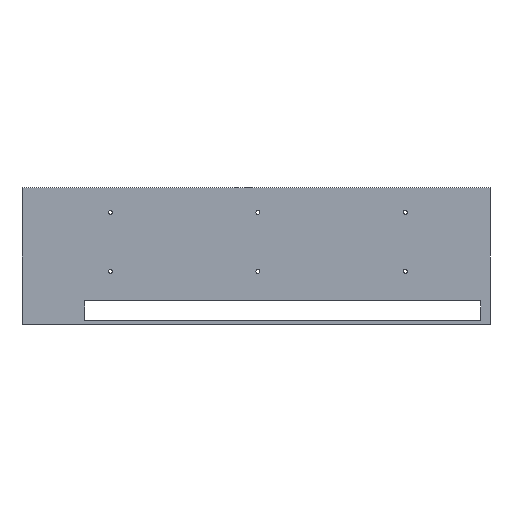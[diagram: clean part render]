
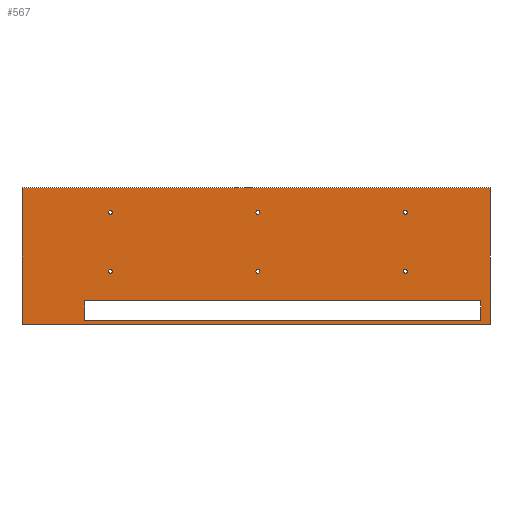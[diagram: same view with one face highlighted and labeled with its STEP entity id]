
A CAD part, top view. The second image highlights one B-rep face of the part: STEP entity #567.
In plain terms, the highlighted planar face has unit normal (0, 0, 1).
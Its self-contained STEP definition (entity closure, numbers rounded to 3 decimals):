
#79=AXIS2_PLACEMENT_3D('Circle Axis2P3D',#77,#78,$) ;
#114=AXIS2_PLACEMENT_3D('Circle Axis2P3D',#112,#113,$) ;
#176=AXIS2_PLACEMENT_3D('Circle Axis2P3D',#174,#175,$) ;
#211=AXIS2_PLACEMENT_3D('Circle Axis2P3D',#209,#210,$) ;
#233=AXIS2_PLACEMENT_3D('Circle Axis2P3D',#231,#232,$) ;
#268=AXIS2_PLACEMENT_3D('Circle Axis2P3D',#266,#267,$) ;
#290=AXIS2_PLACEMENT_3D('Circle Axis2P3D',#288,#289,$) ;
#325=AXIS2_PLACEMENT_3D('Circle Axis2P3D',#323,#324,$) ;
#347=AXIS2_PLACEMENT_3D('Circle Axis2P3D',#345,#346,$) ;
#382=AXIS2_PLACEMENT_3D('Circle Axis2P3D',#380,#381,$) ;
#404=AXIS2_PLACEMENT_3D('Circle Axis2P3D',#402,#403,$) ;
#439=AXIS2_PLACEMENT_3D('Circle Axis2P3D',#437,#438,$) ;
#501=AXIS2_PLACEMENT_3D('Plane Axis2P3D',#498,#499,#500) ;
#43=CARTESIAN_POINT('Vertex',(-476.5,-2.,0.)) ;
#57=CARTESIAN_POINT('Vertex',(-476.5,-350.,0.)) ;
#60=CARTESIAN_POINT('Line Origine',(-476.5,-176.,0.)) ;
#77=CARTESIAN_POINT('Axis2P3D Location',(498.5,-65.,0.)) ;
#81=CARTESIAN_POINT('Vertex',(494.112,-62.603,0.)) ;
#83=CARTESIAN_POINT('Vertex',(502.888,-67.398,0.)) ;
#112=CARTESIAN_POINT('Axis2P3D Location',(498.5,-65.,0.)) ;
#138=CARTESIAN_POINT('Vertex',(714.,-350.,0.)) ;
#154=CARTESIAN_POINT('Vertex',(714.,-2.,0.)) ;
#157=CARTESIAN_POINT('Line Origine',(714.,-176.,0.)) ;
#174=CARTESIAN_POINT('Axis2P3D Location',(498.5,-215.,0.)) ;
#178=CARTESIAN_POINT('Vertex',(494.112,-212.603,0.)) ;
#180=CARTESIAN_POINT('Vertex',(502.888,-217.398,0.)) ;
#209=CARTESIAN_POINT('Axis2P3D Location',(498.5,-215.,0.)) ;
#231=CARTESIAN_POINT('Axis2P3D Location',(123.5,-65.,0.)) ;
#235=CARTESIAN_POINT('Vertex',(119.112,-62.603,0.)) ;
#237=CARTESIAN_POINT('Vertex',(127.888,-67.398,0.)) ;
#266=CARTESIAN_POINT('Axis2P3D Location',(123.5,-65.,0.)) ;
#288=CARTESIAN_POINT('Axis2P3D Location',(123.5,-215.,0.)) ;
#292=CARTESIAN_POINT('Vertex',(119.112,-212.603,0.)) ;
#294=CARTESIAN_POINT('Vertex',(127.888,-217.398,0.)) ;
#323=CARTESIAN_POINT('Axis2P3D Location',(123.5,-215.,0.)) ;
#345=CARTESIAN_POINT('Axis2P3D Location',(-251.5,-65.,0.)) ;
#349=CARTESIAN_POINT('Vertex',(-255.888,-62.603,0.)) ;
#351=CARTESIAN_POINT('Vertex',(-247.112,-67.398,0.)) ;
#380=CARTESIAN_POINT('Axis2P3D Location',(-251.5,-65.,0.)) ;
#402=CARTESIAN_POINT('Axis2P3D Location',(-251.5,-215.,0.)) ;
#406=CARTESIAN_POINT('Vertex',(-247.112,-217.398,0.)) ;
#408=CARTESIAN_POINT('Vertex',(-255.888,-212.603,0.)) ;
#437=CARTESIAN_POINT('Axis2P3D Location',(-251.5,-215.,0.)) ;
#464=CARTESIAN_POINT('Line Origine',(118.75,-2.,0.)) ;
#486=CARTESIAN_POINT('Line Origine',(118.75,-350.,0.)) ;
#498=CARTESIAN_POINT('Axis2P3D Location',(123.5,-140.,0.)) ;
#509=CARTESIAN_POINT('Line Origine',(186.5,-340.,0.)) ;
#513=CARTESIAN_POINT('Vertex',(-317.5,-340.,0.)) ;
#515=CARTESIAN_POINT('Vertex',(690.5,-340.,0.)) ;
#518=CARTESIAN_POINT('Line Origine',(-317.5,-315.,0.)) ;
#522=CARTESIAN_POINT('Vertex',(-317.5,-290.,0.)) ;
#525=CARTESIAN_POINT('Line Origine',(186.5,-290.,0.)) ;
#529=CARTESIAN_POINT('Vertex',(690.5,-290.,0.)) ;
#532=CARTESIAN_POINT('Line Origine',(690.5,-315.,0.)) ;
#61=DIRECTION('Vector Direction',(0.,-1.,0.)) ;
#78=DIRECTION('Axis2P3D Direction',(0.,0.,-1.)) ;
#113=DIRECTION('Axis2P3D Direction',(0.,0.,-1.)) ;
#158=DIRECTION('Vector Direction',(0.,1.,0.)) ;
#175=DIRECTION('Axis2P3D Direction',(0.,0.,-1.)) ;
#210=DIRECTION('Axis2P3D Direction',(0.,0.,-1.)) ;
#232=DIRECTION('Axis2P3D Direction',(0.,0.,-1.)) ;
#267=DIRECTION('Axis2P3D Direction',(0.,0.,-1.)) ;
#289=DIRECTION('Axis2P3D Direction',(0.,0.,-1.)) ;
#324=DIRECTION('Axis2P3D Direction',(0.,0.,-1.)) ;
#346=DIRECTION('Axis2P3D Direction',(0.,0.,-1.)) ;
#381=DIRECTION('Axis2P3D Direction',(0.,0.,-1.)) ;
#403=DIRECTION('Axis2P3D Direction',(0.,0.,-1.)) ;
#438=DIRECTION('Axis2P3D Direction',(0.,0.,-1.)) ;
#465=DIRECTION('Vector Direction',(1.,0.,0.)) ;
#487=DIRECTION('Vector Direction',(1.,0.,0.)) ;
#499=DIRECTION('Axis2P3D Direction',(0.,0.,1.)) ;
#500=DIRECTION('Axis2P3D XDirection',(-1.,0.,0.)) ;
#510=DIRECTION('Vector Direction',(-1.,0.,0.)) ;
#519=DIRECTION('Vector Direction',(0.,-1.,0.)) ;
#526=DIRECTION('Vector Direction',(1.,0.,0.)) ;
#533=DIRECTION('Vector Direction',(0.,1.,0.)) ;
#62=VECTOR('Line Direction',#61,1.) ;
#159=VECTOR('Line Direction',#158,1.) ;
#466=VECTOR('Line Direction',#465,1.) ;
#488=VECTOR('Line Direction',#487,1.) ;
#511=VECTOR('Line Direction',#510,1.) ;
#520=VECTOR('Line Direction',#519,1.) ;
#527=VECTOR('Line Direction',#526,1.) ;
#534=VECTOR('Line Direction',#533,1.) ;
#504=ORIENTED_EDGE('',*,*,#490,.T.) ;
#505=ORIENTED_EDGE('',*,*,#161,.F.) ;
#506=ORIENTED_EDGE('',*,*,#468,.F.) ;
#507=ORIENTED_EDGE('',*,*,#64,.T.) ;
#538=ORIENTED_EDGE('',*,*,#517,.F.) ;
#539=ORIENTED_EDGE('',*,*,#524,.F.) ;
#540=ORIENTED_EDGE('',*,*,#531,.F.) ;
#541=ORIENTED_EDGE('',*,*,#536,.F.) ;
#544=ORIENTED_EDGE('',*,*,#353,.F.) ;
#545=ORIENTED_EDGE('',*,*,#384,.F.) ;
#548=ORIENTED_EDGE('',*,*,#296,.F.) ;
#549=ORIENTED_EDGE('',*,*,#327,.F.) ;
#552=ORIENTED_EDGE('',*,*,#239,.F.) ;
#553=ORIENTED_EDGE('',*,*,#270,.F.) ;
#556=ORIENTED_EDGE('',*,*,#182,.F.) ;
#557=ORIENTED_EDGE('',*,*,#213,.F.) ;
#560=ORIENTED_EDGE('',*,*,#85,.F.) ;
#561=ORIENTED_EDGE('',*,*,#116,.F.) ;
#564=ORIENTED_EDGE('',*,*,#410,.F.) ;
#565=ORIENTED_EDGE('',*,*,#441,.F.) ;
#542=FACE_BOUND('',#537,.T.) ;
#546=FACE_BOUND('',#543,.T.) ;
#550=FACE_BOUND('',#547,.T.) ;
#554=FACE_BOUND('',#551,.T.) ;
#558=FACE_BOUND('',#555,.T.) ;
#562=FACE_BOUND('',#559,.T.) ;
#566=FACE_BOUND('',#563,.T.) ;
#567=ADVANCED_FACE('E6.2_IV_FS_W_FLOOR_FIXING',(#508,#542,#546,#550,#554,#558,#562,#566),#502,.T.) ;
#80=CIRCLE('generated circle',#79,5.) ;
#115=CIRCLE('generated circle',#114,5.) ;
#177=CIRCLE('generated circle',#176,5.) ;
#212=CIRCLE('generated circle',#211,5.) ;
#234=CIRCLE('generated circle',#233,5.) ;
#269=CIRCLE('generated circle',#268,5.) ;
#291=CIRCLE('generated circle',#290,5.) ;
#326=CIRCLE('generated circle',#325,5.) ;
#348=CIRCLE('generated circle',#347,5.) ;
#383=CIRCLE('generated circle',#382,5.) ;
#405=CIRCLE('generated circle',#404,5.) ;
#440=CIRCLE('generated circle',#439,5.) ;
#64=EDGE_CURVE('',#44,#58,#63,.T.) ;
#85=EDGE_CURVE('',#82,#84,#80,.F.) ;
#116=EDGE_CURVE('',#84,#82,#115,.F.) ;
#161=EDGE_CURVE('',#155,#139,#160,.F.) ;
#182=EDGE_CURVE('',#179,#181,#177,.F.) ;
#213=EDGE_CURVE('',#181,#179,#212,.F.) ;
#239=EDGE_CURVE('',#236,#238,#234,.F.) ;
#270=EDGE_CURVE('',#238,#236,#269,.F.) ;
#296=EDGE_CURVE('',#293,#295,#291,.F.) ;
#327=EDGE_CURVE('',#295,#293,#326,.F.) ;
#353=EDGE_CURVE('',#350,#352,#348,.F.) ;
#384=EDGE_CURVE('',#352,#350,#383,.F.) ;
#410=EDGE_CURVE('',#407,#409,#405,.F.) ;
#441=EDGE_CURVE('',#409,#407,#440,.F.) ;
#468=EDGE_CURVE('',#44,#155,#467,.T.) ;
#490=EDGE_CURVE('',#58,#139,#489,.T.) ;
#517=EDGE_CURVE('',#514,#516,#512,.F.) ;
#524=EDGE_CURVE('',#523,#514,#521,.T.) ;
#531=EDGE_CURVE('',#530,#523,#528,.F.) ;
#536=EDGE_CURVE('',#516,#530,#535,.T.) ;
#503=EDGE_LOOP('',(#504,#505,#506,#507)) ;
#537=EDGE_LOOP('',(#538,#539,#540,#541)) ;
#543=EDGE_LOOP('',(#544,#545)) ;
#547=EDGE_LOOP('',(#548,#549)) ;
#551=EDGE_LOOP('',(#552,#553)) ;
#555=EDGE_LOOP('',(#556,#557)) ;
#559=EDGE_LOOP('',(#560,#561)) ;
#563=EDGE_LOOP('',(#564,#565)) ;
#508=FACE_OUTER_BOUND('',#503,.T.) ;
#63=LINE('Line',#60,#62) ;
#160=LINE('Line',#157,#159) ;
#467=LINE('Line',#464,#466) ;
#489=LINE('Line',#486,#488) ;
#512=LINE('Line',#509,#511) ;
#521=LINE('Line',#518,#520) ;
#528=LINE('Line',#525,#527) ;
#535=LINE('Line',#532,#534) ;
#502=PLANE('',#501) ;
#44=VERTEX_POINT('',#43) ;
#58=VERTEX_POINT('',#57) ;
#82=VERTEX_POINT('',#81) ;
#84=VERTEX_POINT('',#83) ;
#139=VERTEX_POINT('',#138) ;
#155=VERTEX_POINT('',#154) ;
#179=VERTEX_POINT('',#178) ;
#181=VERTEX_POINT('',#180) ;
#236=VERTEX_POINT('',#235) ;
#238=VERTEX_POINT('',#237) ;
#293=VERTEX_POINT('',#292) ;
#295=VERTEX_POINT('',#294) ;
#350=VERTEX_POINT('',#349) ;
#352=VERTEX_POINT('',#351) ;
#407=VERTEX_POINT('',#406) ;
#409=VERTEX_POINT('',#408) ;
#514=VERTEX_POINT('',#513) ;
#516=VERTEX_POINT('',#515) ;
#523=VERTEX_POINT('',#522) ;
#530=VERTEX_POINT('',#529) ;
